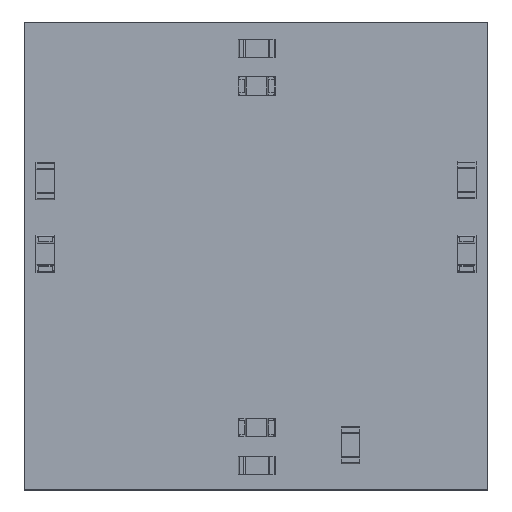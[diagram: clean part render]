
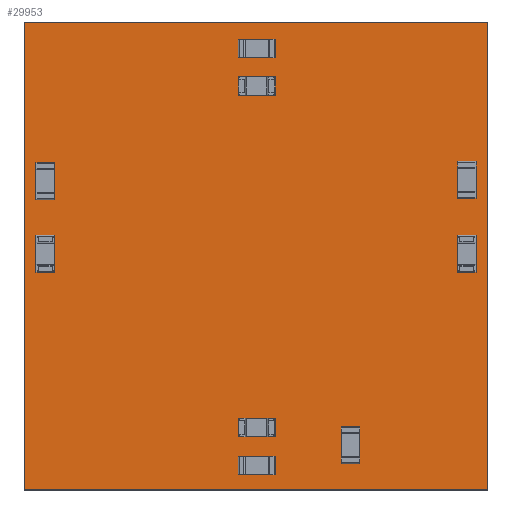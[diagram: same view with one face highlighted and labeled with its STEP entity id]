
A CAD part, top view. The second image highlights one B-rep face of the part: STEP entity #29953.
In plain terms, the highlighted planar face has unit normal (0, 0, 1).
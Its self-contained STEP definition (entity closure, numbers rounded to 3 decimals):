
#29639 = VERTEX_POINT('',#29640);
#29640 = CARTESIAN_POINT('',(154.026,-105.41,1.6));
#29647 = PLANE('',#29648);
#29648 = AXIS2_PLACEMENT_3D('',#29649,#29650,#29651);
#29649 = CARTESIAN_POINT('',(154.026,-105.41,0.));
#29650 = DIRECTION('',(0.,-1.,0.));
#29651 = DIRECTION('',(-1.,0.,0.));
#29659 = PLANE('',#29660);
#29660 = AXIS2_PLACEMENT_3D('',#29661,#29662,#29663);
#29661 = CARTESIAN_POINT('',(154.026,-85.166,0.));
#29662 = DIRECTION('',(1.,0.,0.));
#29663 = DIRECTION('',(0.,-1.,0.));
#29671 = EDGE_CURVE('',#29639,#29672,#29674,.T.);
#29672 = VERTEX_POINT('',#29673);
#29673 = CARTESIAN_POINT('',(133.96,-105.41,1.6));
#29674 = SURFACE_CURVE('',#29675,(#29679,#29686),.PCURVE_S1.);
#29675 = LINE('',#29676,#29677);
#29676 = CARTESIAN_POINT('',(154.026,-105.41,1.6));
#29677 = VECTOR('',#29678,1.);
#29678 = DIRECTION('',(-1.,0.,0.));
#29679 = PCURVE('',#29647,#29680);
#29680 = DEFINITIONAL_REPRESENTATION('',(#29681),#29685);
#29681 = LINE('',#29682,#29683);
#29682 = CARTESIAN_POINT('',(0.,-1.6));
#29683 = VECTOR('',#29684,1.);
#29684 = DIRECTION('',(1.,0.));
#29685 = ( GEOMETRIC_REPRESENTATION_CONTEXT(2) 
PARAMETRIC_REPRESENTATION_CONTEXT() REPRESENTATION_CONTEXT('2D SPACE',''
  ) );
#29686 = PCURVE('',#29687,#29692);
#29687 = PLANE('',#29688);
#29688 = AXIS2_PLACEMENT_3D('',#29689,#29690,#29691);
#29689 = CARTESIAN_POINT('',(143.993,-95.288,1.6));
#29690 = DIRECTION('',(0.,0.,-1.));
#29691 = DIRECTION('',(-1.,0.,0.));
#29692 = DEFINITIONAL_REPRESENTATION('',(#29693),#29697);
#29693 = LINE('',#29694,#29695);
#29694 = CARTESIAN_POINT('',(-10.033,-10.122));
#29695 = VECTOR('',#29696,1.);
#29696 = DIRECTION('',(1.,0.));
#29697 = ( GEOMETRIC_REPRESENTATION_CONTEXT(2) 
PARAMETRIC_REPRESENTATION_CONTEXT() REPRESENTATION_CONTEXT('2D SPACE',''
  ) );
#29715 = PLANE('',#29716);
#29716 = AXIS2_PLACEMENT_3D('',#29717,#29718,#29719);
#29717 = CARTESIAN_POINT('',(133.96,-105.41,0.));
#29718 = DIRECTION('',(-1.,0.,0.));
#29719 = DIRECTION('',(0.,1.,0.));
#29757 = EDGE_CURVE('',#29672,#29758,#29760,.T.);
#29758 = VERTEX_POINT('',#29759);
#29759 = CARTESIAN_POINT('',(133.96,-85.166,1.6));
#29760 = SURFACE_CURVE('',#29761,(#29765,#29772),.PCURVE_S1.);
#29761 = LINE('',#29762,#29763);
#29762 = CARTESIAN_POINT('',(133.96,-105.41,1.6));
#29763 = VECTOR('',#29764,1.);
#29764 = DIRECTION('',(0.,1.,0.));
#29765 = PCURVE('',#29715,#29766);
#29766 = DEFINITIONAL_REPRESENTATION('',(#29767),#29771);
#29767 = LINE('',#29768,#29769);
#29768 = CARTESIAN_POINT('',(0.,-1.6));
#29769 = VECTOR('',#29770,1.);
#29770 = DIRECTION('',(1.,0.));
#29771 = ( GEOMETRIC_REPRESENTATION_CONTEXT(2) 
PARAMETRIC_REPRESENTATION_CONTEXT() REPRESENTATION_CONTEXT('2D SPACE',''
  ) );
#29772 = PCURVE('',#29687,#29773);
#29773 = DEFINITIONAL_REPRESENTATION('',(#29774),#29778);
#29774 = LINE('',#29775,#29776);
#29775 = CARTESIAN_POINT('',(10.033,-10.122));
#29776 = VECTOR('',#29777,1.);
#29777 = DIRECTION('',(0.,1.));
#29778 = ( GEOMETRIC_REPRESENTATION_CONTEXT(2) 
PARAMETRIC_REPRESENTATION_CONTEXT() REPRESENTATION_CONTEXT('2D SPACE',''
  ) );
#29796 = PLANE('',#29797);
#29797 = AXIS2_PLACEMENT_3D('',#29798,#29799,#29800);
#29798 = CARTESIAN_POINT('',(133.96,-85.166,0.));
#29799 = DIRECTION('',(0.,1.,0.));
#29800 = DIRECTION('',(1.,0.,0.));
#29833 = EDGE_CURVE('',#29758,#29834,#29836,.T.);
#29834 = VERTEX_POINT('',#29835);
#29835 = CARTESIAN_POINT('',(154.026,-85.166,1.6));
#29836 = SURFACE_CURVE('',#29837,(#29841,#29848),.PCURVE_S1.);
#29837 = LINE('',#29838,#29839);
#29838 = CARTESIAN_POINT('',(133.96,-85.166,1.6));
#29839 = VECTOR('',#29840,1.);
#29840 = DIRECTION('',(1.,0.,0.));
#29841 = PCURVE('',#29796,#29842);
#29842 = DEFINITIONAL_REPRESENTATION('',(#29843),#29847);
#29843 = LINE('',#29844,#29845);
#29844 = CARTESIAN_POINT('',(0.,-1.6));
#29845 = VECTOR('',#29846,1.);
#29846 = DIRECTION('',(1.,0.));
#29847 = ( GEOMETRIC_REPRESENTATION_CONTEXT(2) 
PARAMETRIC_REPRESENTATION_CONTEXT() REPRESENTATION_CONTEXT('2D SPACE',''
  ) );
#29848 = PCURVE('',#29687,#29849);
#29849 = DEFINITIONAL_REPRESENTATION('',(#29850),#29854);
#29850 = LINE('',#29851,#29852);
#29851 = CARTESIAN_POINT('',(10.033,10.122));
#29852 = VECTOR('',#29853,1.);
#29853 = DIRECTION('',(-1.,0.));
#29854 = ( GEOMETRIC_REPRESENTATION_CONTEXT(2) 
PARAMETRIC_REPRESENTATION_CONTEXT() REPRESENTATION_CONTEXT('2D SPACE',''
  ) );
#29904 = EDGE_CURVE('',#29834,#29639,#29905,.T.);
#29905 = SURFACE_CURVE('',#29906,(#29910,#29917),.PCURVE_S1.);
#29906 = LINE('',#29907,#29908);
#29907 = CARTESIAN_POINT('',(154.026,-85.166,1.6));
#29908 = VECTOR('',#29909,1.);
#29909 = DIRECTION('',(0.,-1.,0.));
#29910 = PCURVE('',#29659,#29911);
#29911 = DEFINITIONAL_REPRESENTATION('',(#29912),#29916);
#29912 = LINE('',#29913,#29914);
#29913 = CARTESIAN_POINT('',(0.,-1.6));
#29914 = VECTOR('',#29915,1.);
#29915 = DIRECTION('',(1.,0.));
#29916 = ( GEOMETRIC_REPRESENTATION_CONTEXT(2) 
PARAMETRIC_REPRESENTATION_CONTEXT() REPRESENTATION_CONTEXT('2D SPACE',''
  ) );
#29917 = PCURVE('',#29687,#29918);
#29918 = DEFINITIONAL_REPRESENTATION('',(#29919),#29923);
#29919 = LINE('',#29920,#29921);
#29920 = CARTESIAN_POINT('',(-10.033,10.122));
#29921 = VECTOR('',#29922,1.);
#29922 = DIRECTION('',(0.,-1.));
#29923 = ( GEOMETRIC_REPRESENTATION_CONTEXT(2) 
PARAMETRIC_REPRESENTATION_CONTEXT() REPRESENTATION_CONTEXT('2D SPACE',''
  ) );
#29953 = ADVANCED_FACE('',(#29954),#29687,.F.);
#29954 = FACE_BOUND('',#29955,.F.);
#29955 = EDGE_LOOP('',(#29956,#29957,#29958,#29959));
#29956 = ORIENTED_EDGE('',*,*,#29671,.T.);
#29957 = ORIENTED_EDGE('',*,*,#29757,.T.);
#29958 = ORIENTED_EDGE('',*,*,#29833,.T.);
#29959 = ORIENTED_EDGE('',*,*,#29904,.T.);
